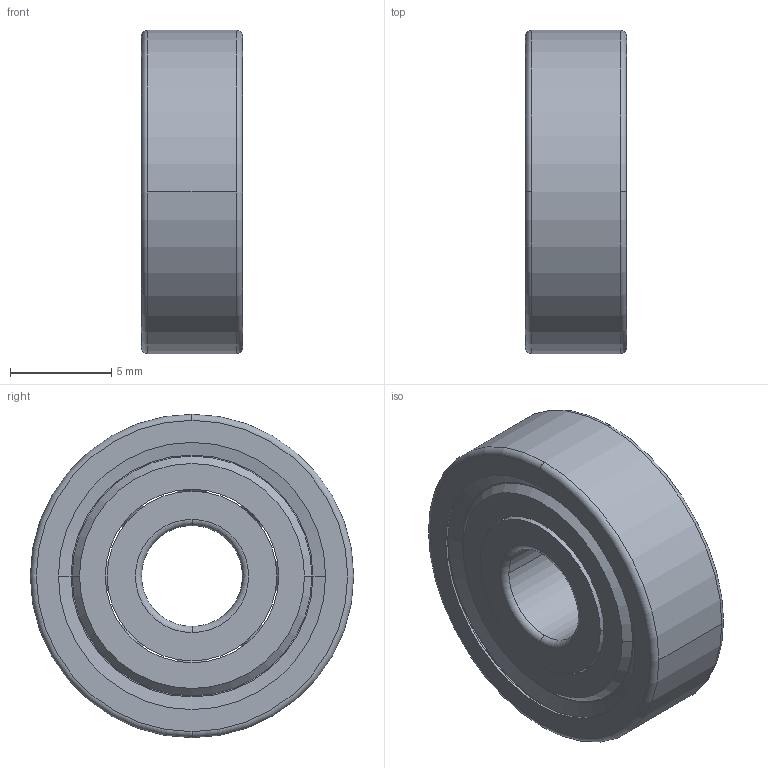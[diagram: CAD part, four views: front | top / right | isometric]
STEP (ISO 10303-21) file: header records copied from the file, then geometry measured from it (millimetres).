
FILE_DESCRIPTION(('STEP AP214'),'1');
FILE_NAME('skf_bearing_625-z_2.stp','2023-11-22T11:09:10',('TraceParts'),('TraceParts S.A.'),'Spatial InterOp 3D',' ',' ');
FILE_SCHEMA(('AUTOMOTIVE_DESIGN { 1 0 10303 214 1 1 1 1 }'));
Length unit declared in the file: millimetre
Products named in the file (1): skf_bearing_625-z_2_1
Bounding box: 5 x 16 x 16 mm (x, y, z)
Volume: 632.1 mm3; surface area: 1279.4 mm2
Topology: 4 solids, 4 shells, 99 faces, 258 edges, 152 vertices
Faces by surface type: torus 40, cylinder 22, sphere 16, cone 12, plane 9
Entity records: 3415 total; most frequent: CARTESIAN_POINT 1025, DIRECTION 560, ORIENTED_EDGE 452, AXIS2_PLACEMENT_3D 263, EDGE_CURVE 226, CIRCLE 160, VERTEX_POINT 152, EDGE_LOOP 124
